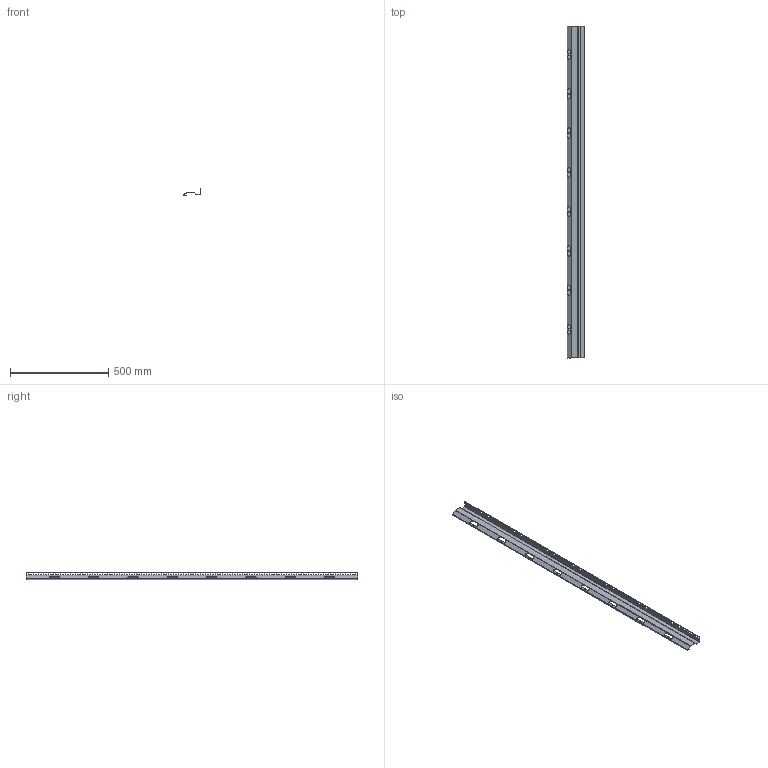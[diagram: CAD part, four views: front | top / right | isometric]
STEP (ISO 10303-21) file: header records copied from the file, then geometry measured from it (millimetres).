
FILE_DESCRIPTION (( 'STEP AP214' ), '1' );
FILE_NAME ('947.018.STEP', '2024-10-04T11:47:03', ( '' ), ( '' ), 'SwSTEP 2.0', 'SolidWorks 2021', '' );
FILE_SCHEMA (( 'AUTOMOTIVE_DESIGN' ));
Length unit declared in the file: millimetre
Products named in the file (1): 947.018
Bounding box: 91.27 x 1690 x 40.5 mm (x, y, z)
Volume: 346565.6 mm3; surface area: 477219.5 mm2
Topology: 1 solids, 1 shells, 658 faces, 1928 edges, 1272 vertices
Faces by surface type: plane 608, cylinder 50
Entity records: 22050 total; most frequent: CARTESIAN_POINT 3859, ORIENTED_EDGE 3856, DIRECTION 3346, EDGE_CURVE 1928, VECTOR 1828, LINE 1828, VERTEX_POINT 1272, EDGE_LOOP 960
